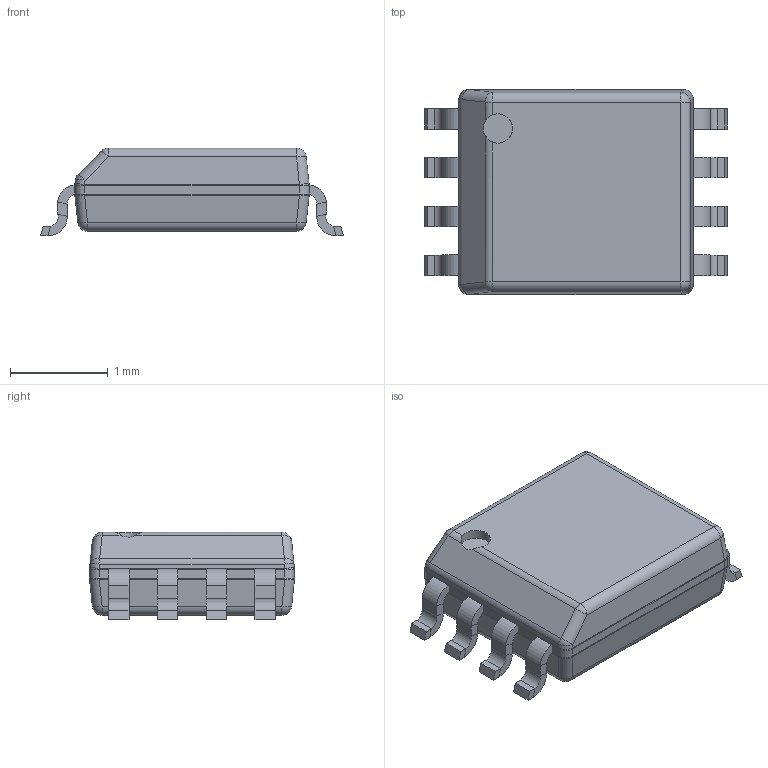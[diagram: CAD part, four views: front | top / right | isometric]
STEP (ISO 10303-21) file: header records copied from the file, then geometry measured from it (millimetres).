
FILE_DESCRIPTION(('Open CASCADE Model'),'2;1');
FILE_NAME('Open CASCADE Shape Model','2024-03-13T04:06:48',('Author'),( 'Open CASCADE'),'Open CASCADE STEP processor 6.8','Open CASCADE 6.8' ,'Unknown');
FILE_SCHEMA(('AUTOMOTIVE_DESIGN { 1 0 10303 214 1 1 1 1 }'));
Length unit declared in the file: millimetre
Products named in the file (7): PCB; Designator1; 4390719872; Open_CASCADE_STEP_translator_6.8_2.1; Body; Open_CASCADE_STEP_translator_6.8_2.2.1; Leader
Assembly tree (12 placements, depth 4):
  PCB
  Designator1
    4390719872
      Open_CASCADE_STEP_translator_6.8_2.1
      Body
        Open_CASCADE_STEP_translator_6.8_2.2.1
      Leader  x8
Bounding box: 3.1 x 2.1 x 0.9 mm (x, y, z)
Volume: 4.1 mm3; surface area: 19.7 mm2
Topology: 9 solids, 10 shells, 212 faces, 432 edges, 229 vertices
Faces by surface type: plane 129, cylinder 65, sphere 10, bspline 8
Full cylindrical faces by diameter (mm): 0.3 x1
Entity records: 3019 total; most frequent: CARTESIAN_POINT 1160, DIRECTION 361, ORIENTED_EDGE 339, EDGE_CURVE 170, AXIS2_PLACEMENT_3D 134, LINE 93, VECTOR 93, VERTEX_POINT 89
